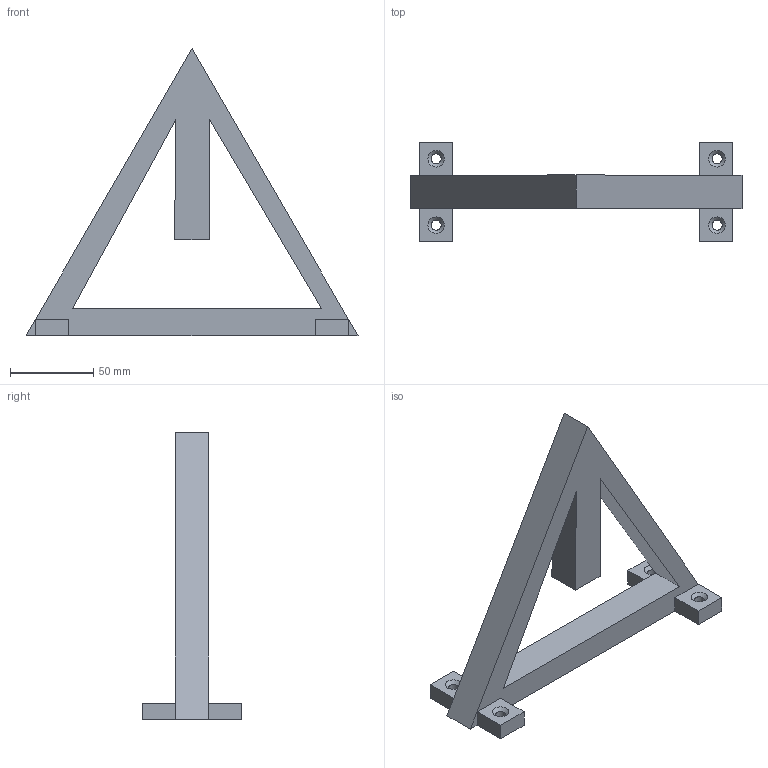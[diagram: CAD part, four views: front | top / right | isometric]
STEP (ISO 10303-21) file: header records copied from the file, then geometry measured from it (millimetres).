
FILE_DESCRIPTION(/* description */ (''),/* implementation_level */ '2;1');
FILE_NAME(/* name */ 'podstawka_na_drut.step',/* time_stamp */ '2024-03-26T12:29:46+01:00',/* author */ (''),/* organization */ (''),/* preprocessor_version */ 'ST-DEVELOPER v20',/* originating_system */ 'Autodesk Translation Framework v12.20.1.177',/* authorisation */ '');
FILE_SCHEMA (('AUTOMOTIVE_DESIGN { 1 0 10303 214 3 1 1 }'));
Length unit declared in the file: millimetre
Products named in the file (1): podstawka_na_drut
Bounding box: 200 x 60 x 173.21 mm (x, y, z)
Volume: 197081.2 mm3; surface area: 47058.2 mm2
Topology: 1 solids, 1 shells, 39 faces, 99 edges, 62 vertices
Faces by surface type: plane 31, cone 4, cylinder 4
Full cylindrical faces by diameter (mm): 6 x4
Entity records: 1202 total; most frequent: CARTESIAN_POINT 201, ORIENTED_EDGE 198, DIRECTION 191, EDGE_CURVE 99, LINE 87, VECTOR 87, VERTEX_POINT 62, AXIS2_PLACEMENT_3D 52
